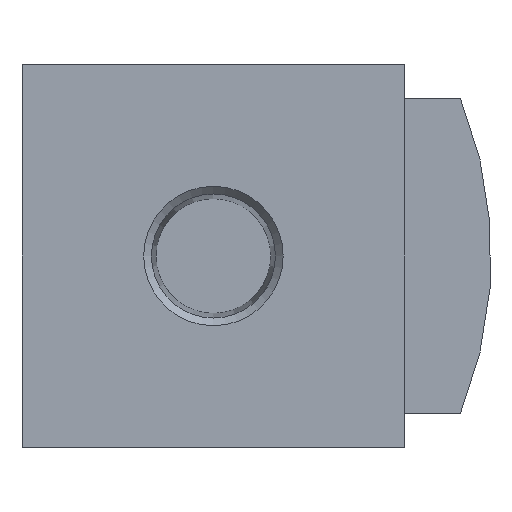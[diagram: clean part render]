
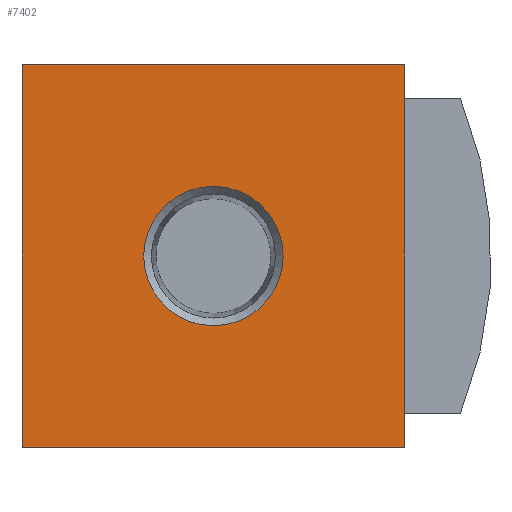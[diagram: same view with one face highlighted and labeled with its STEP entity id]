
A CAD part, front view. The second image highlights one B-rep face of the part: STEP entity #7402.
In plain terms, the highlighted planar face has unit normal (0, -1, 0).
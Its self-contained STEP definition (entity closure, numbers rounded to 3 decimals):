
#130=PLANE('',#7784);
#531=LINE('',#10456,#1132);
#539=LINE('',#10471,#1140);
#555=LINE('',#10501,#1156);
#595=LINE('',#10592,#1196);
#1132=VECTOR('',#8594,1000.);
#1140=VECTOR('',#8604,1000.);
#1156=VECTOR('',#8622,1000.);
#1196=VECTOR('',#8700,1000.);
#1537=CIRCLE('',#7785,11.288);
#2254=ORIENTED_EDGE('',*,*,#3652,.F.);
#2255=ORIENTED_EDGE('',*,*,#3568,.F.);
#2256=ORIENTED_EDGE('',*,*,#3560,.F.);
#2257=ORIENTED_EDGE('',*,*,#3584,.F.);
#2258=ORIENTED_EDGE('',*,*,#3633,.F.);
#3560=EDGE_CURVE('',#4285,#4286,#531,.T.);
#3568=EDGE_CURVE('',#4286,#4292,#539,.T.);
#3584=EDGE_CURVE('',#4304,#4285,#555,.T.);
#3633=EDGE_CURVE('',#4292,#4304,#595,.T.);
#3652=EDGE_CURVE('',#4346,#4346,#1537,.T.);
#4285=VERTEX_POINT('',#10455);
#4286=VERTEX_POINT('',#10457);
#4292=VERTEX_POINT('',#10472);
#4304=VERTEX_POINT('',#10500);
#4346=VERTEX_POINT('',#10631);
#4666=EDGE_LOOP('',(#2254));
#4667=EDGE_LOOP('',(#2255,#2256,#2257,#2258));
#4991=FACE_BOUND('',#4666,.T.);
#4992=FACE_BOUND('',#4667,.T.);
#7402=ADVANCED_FACE('',(#4991,#4992),#130,.F.);
#7784=AXIS2_PLACEMENT_3D('',#10629,#8742,#8743);
#7785=AXIS2_PLACEMENT_3D('',#10630,#8744,#8745);
#8594=DIRECTION('',(-1.,0.,0.));
#8604=DIRECTION('',(0.,0.,1.));
#8622=DIRECTION('',(0.,0.,-1.));
#8700=DIRECTION('',(1.,0.,0.));
#8742=DIRECTION('',(0.,1.,0.));
#8743=DIRECTION('',(0.,0.,1.));
#8744=DIRECTION('',(0.,-1.,0.));
#8745=DIRECTION('',(0.,0.,-1.));
#10455=CARTESIAN_POINT('',(31.,-45.,-31.));
#10456=CARTESIAN_POINT('',(31.,-45.,-31.));
#10457=CARTESIAN_POINT('',(-31.,-45.,-31.));
#10471=CARTESIAN_POINT('',(-31.,-45.,-31.));
#10472=CARTESIAN_POINT('',(-31.,-45.,31.));
#10500=CARTESIAN_POINT('',(31.,-45.,31.));
#10501=CARTESIAN_POINT('',(31.,-45.,31.));
#10592=CARTESIAN_POINT('',(-31.,-45.,31.));
#10629=CARTESIAN_POINT('',(0.,-45.,0.));
#10630=CARTESIAN_POINT('',(0.,-45.,0.));
#10631=CARTESIAN_POINT('',(0.,-45.,-11.288));
